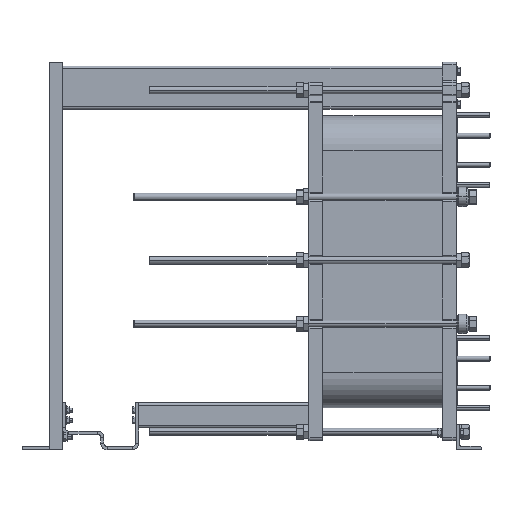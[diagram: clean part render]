
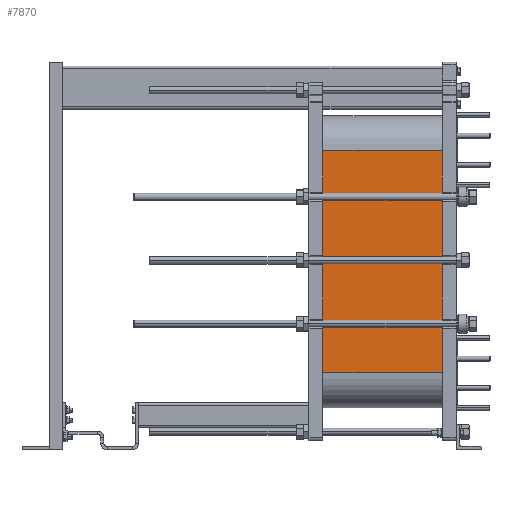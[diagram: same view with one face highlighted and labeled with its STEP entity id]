
A CAD part, top view. The second image highlights one B-rep face of the part: STEP entity #7870.
In plain terms, the highlighted face is planar.
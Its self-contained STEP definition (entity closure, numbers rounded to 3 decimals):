
#775 = DIRECTION ( 'NONE',  ( 0., -1., 0. ) ) ;
#2846 = CARTESIAN_POINT ( 'NONE',  ( -327.5, 439., 235. ) ) ;
#3120 = VECTOR ( 'NONE', #775, 1000. ) ;
#5940 = EDGE_CURVE ( 'NONE', #11590, #22815, #22947, .T. ) ;
#6826 = ORIENTED_EDGE ( 'NONE', *, *, #20309, .F. ) ;
#7798 = LINE ( 'NONE', #25110, #10840 ) ;
#7870 = ADVANCED_FACE ( 'NONE', ( #19515 ), #29437, .F. ) ;
#8060 = CARTESIAN_POINT ( 'NONE',  ( -327.5, 439., 235. ) ) ;
#9135 = CARTESIAN_POINT ( 'NONE',  ( -327.5, 439., -235. ) ) ;
#10840 = VECTOR ( 'NONE', #28042, 1000. ) ;
#11139 = CARTESIAN_POINT ( 'NONE',  ( -327.5, 439., 235. ) ) ;
#11590 = VERTEX_POINT ( 'NONE', #24706 ) ;
#12026 = ORIENTED_EDGE ( 'NONE', *, *, #5940, .F. ) ;
#17023 = AXIS2_PLACEMENT_3D ( 'NONE', #2846, #22110, #17756 ) ;
#17756 = DIRECTION ( 'NONE',  ( 0., 0., -1. ) ) ;
#17794 = CARTESIAN_POINT ( 'NONE',  ( -327.5, -439., -235. ) ) ;
#18121 = EDGE_LOOP ( 'NONE', ( #26213, #6826, #12026, #29844 ) ) ;
#18421 = LINE ( 'NONE', #11139, #29220 ) ;
#19112 = VERTEX_POINT ( 'NONE', #17794 ) ;
#19515 = FACE_OUTER_BOUND ( 'NONE', #18121, .T. ) ;
#20309 = EDGE_CURVE ( 'NONE', #22815, #19112, #7798, .T. ) ;
#21460 = CARTESIAN_POINT ( 'NONE',  ( -327.5, -439., 235. ) ) ;
#21760 = CARTESIAN_POINT ( 'NONE',  ( -327.5, 439., -235. ) ) ;
#22110 = DIRECTION ( 'NONE',  ( 1., 0., 0. ) ) ;
#22815 = VERTEX_POINT ( 'NONE', #21460 ) ;
#22947 = LINE ( 'NONE', #8060, #3120 ) ;
#23723 = DIRECTION ( 'NONE',  ( 0., -1., 0. ) ) ;
#24640 = VERTEX_POINT ( 'NONE', #21760 ) ;
#24706 = CARTESIAN_POINT ( 'NONE',  ( -327.5, 439., 235. ) ) ;
#25110 = CARTESIAN_POINT ( 'NONE',  ( -327.5, -439., 235. ) ) ;
#25170 = VECTOR ( 'NONE', #23723, 1000. ) ;
#26005 = LINE ( 'NONE', #9135, #25170 ) ;
#26213 = ORIENTED_EDGE ( 'NONE', *, *, #28705, .T. ) ;
#27857 = EDGE_CURVE ( 'NONE', #11590, #24640, #18421, .T. ) ;
#28042 = DIRECTION ( 'NONE',  ( 0., 0., -1. ) ) ;
#28316 = DIRECTION ( 'NONE',  ( 0., 0., -1. ) ) ;
#28705 = EDGE_CURVE ( 'NONE', #24640, #19112, #26005, .T. ) ;
#29220 = VECTOR ( 'NONE', #28316, 1000. ) ;
#29437 = PLANE ( 'NONE',  #17023 ) ;
#29844 = ORIENTED_EDGE ( 'NONE', *, *, #27857, .T. ) ;
